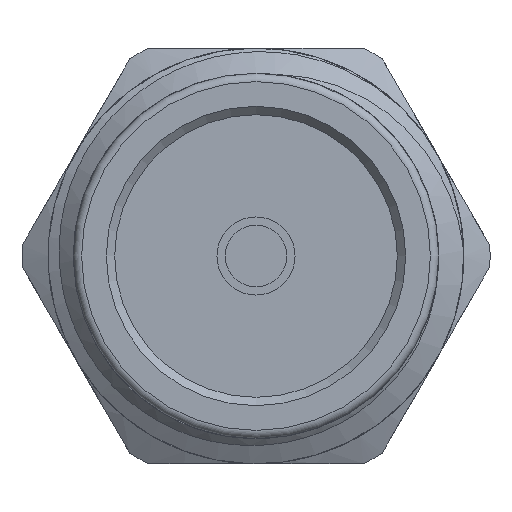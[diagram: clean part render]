
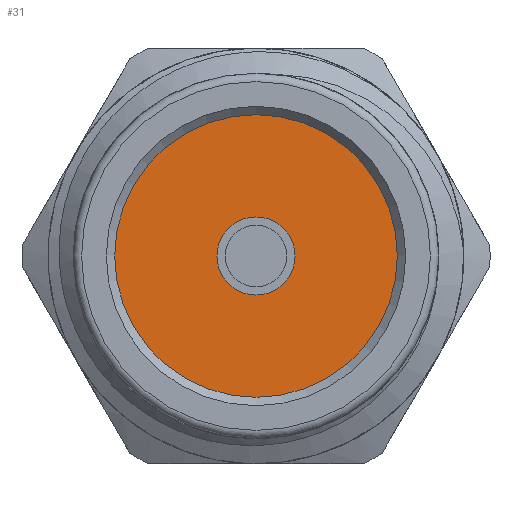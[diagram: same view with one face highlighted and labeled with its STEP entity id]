
A CAD part, left-side view. The second image highlights one B-rep face of the part: STEP entity #31.
In plain terms, the highlighted planar face has unit normal (-1, 0, 0).
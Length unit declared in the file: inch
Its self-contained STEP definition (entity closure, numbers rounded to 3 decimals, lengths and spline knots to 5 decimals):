
#31 = ADVANCED_FACE ( 'NONE', ( #3036, #2526 ), #1006, .T. ) ;
#326 = AXIS2_PLACEMENT_3D ( 'NONE', #1372, #889, #634 ) ;
#442 = CIRCLE ( 'NONE', #326, 0.0235 ) ;
#605 = DIRECTION ( 'NONE',  ( 0., 0., 1. ) ) ;
#634 = DIRECTION ( 'NONE',  ( 0., 0., 1. ) ) ;
#841 = DIRECTION ( 'NONE',  ( -1., 0., 0. ) ) ;
#889 = DIRECTION ( 'NONE',  ( -1., 0., 0. ) ) ;
#890 = AXIS2_PLACEMENT_3D ( 'NONE', #1590, #841, #605 ) ;
#954 = CARTESIAN_POINT ( 'NONE',  ( 0.075, 0., 0.0235 ) ) ;
#1006 = PLANE ( 'NONE',  #2405 ) ;
#1298 = EDGE_CURVE ( 'NONE', #1928, #1928, #442, .T. ) ;
#1372 = CARTESIAN_POINT ( 'NONE',  ( 0.075, 0., 0. ) ) ;
#1513 = DIRECTION ( 'NONE',  ( 0., 0., 1. ) ) ;
#1590 = CARTESIAN_POINT ( 'NONE',  ( 0.075, 0., 0. ) ) ;
#1928 = VERTEX_POINT ( 'NONE', #954 ) ;
#2109 = ORIENTED_EDGE ( 'NONE', *, *, #2569, .T. ) ;
#2143 = EDGE_LOOP ( 'NONE', ( #2743 ) ) ;
#2173 = VERTEX_POINT ( 'NONE', #2451 ) ;
#2405 = AXIS2_PLACEMENT_3D ( 'NONE', #3052, #2797, #1513 ) ;
#2451 = CARTESIAN_POINT ( 'NONE',  ( 0.075, 0., 0.085 ) ) ;
#2526 = FACE_OUTER_BOUND ( 'NONE', #3182, .T. ) ;
#2569 = EDGE_CURVE ( 'NONE', #2173, #2173, #2650, .T. ) ;
#2650 = CIRCLE ( 'NONE', #890, 0.085 ) ;
#2743 = ORIENTED_EDGE ( 'NONE', *, *, #1298, .F. ) ;
#2797 = DIRECTION ( 'NONE',  ( -1., 0., 0. ) ) ;
#3036 = FACE_BOUND ( 'NONE', #2143, .T. ) ;
#3052 = CARTESIAN_POINT ( 'NONE',  ( 0.075, 0., 0. ) ) ;
#3182 = EDGE_LOOP ( 'NONE', ( #2109 ) ) ;
